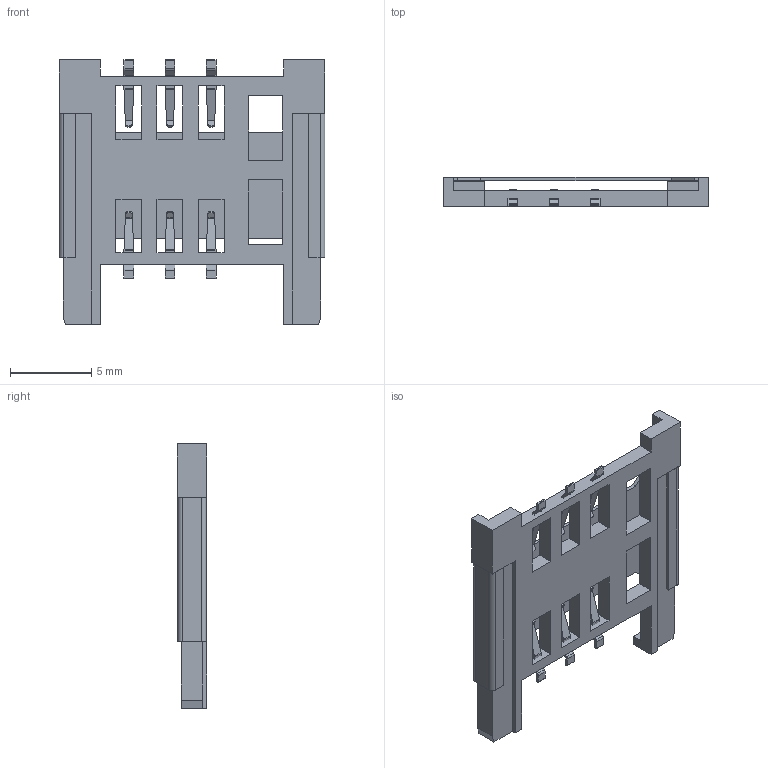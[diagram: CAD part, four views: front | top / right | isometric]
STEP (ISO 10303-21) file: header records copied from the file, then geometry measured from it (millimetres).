
FILE_DESCRIPTION (( 'STEP AP214' ), '1' );
FILE_NAME ('HYC90-SIM06-180.STEP', '2022-12-23T11:29:29', ( 'user' ), ( '' ), 'SwSTEP 2.0', 'SolidWorks 2021', '' );
FILE_SCHEMA (( 'AUTOMOTIVE_DESIGN' ));
Length unit declared in the file: millimetre
Products named in the file (1): HYC90-SIM06-180
Bounding box: 16.4 x 1.8 x 16.3 mm (x, y, z)
Volume: 181.8 mm3; surface area: 879.8 mm2
Topology: 8 solids, 8 shells, 336 faces, 826 edges, 508 vertices
Faces by surface type: bspline 216, plane 108, cylinder 12
Entity records: 13077 total; most frequent: CARTESIAN_POINT 4059, ORIENTED_EDGE 1652, EDGE_CURVE 826, DIRECTION 576, VERTEX_POINT 508, B_SPLINE_CURVE_WITH_KNOTS 456, EDGE_LOOP 354, FACE_OUTER_BOUND 336
